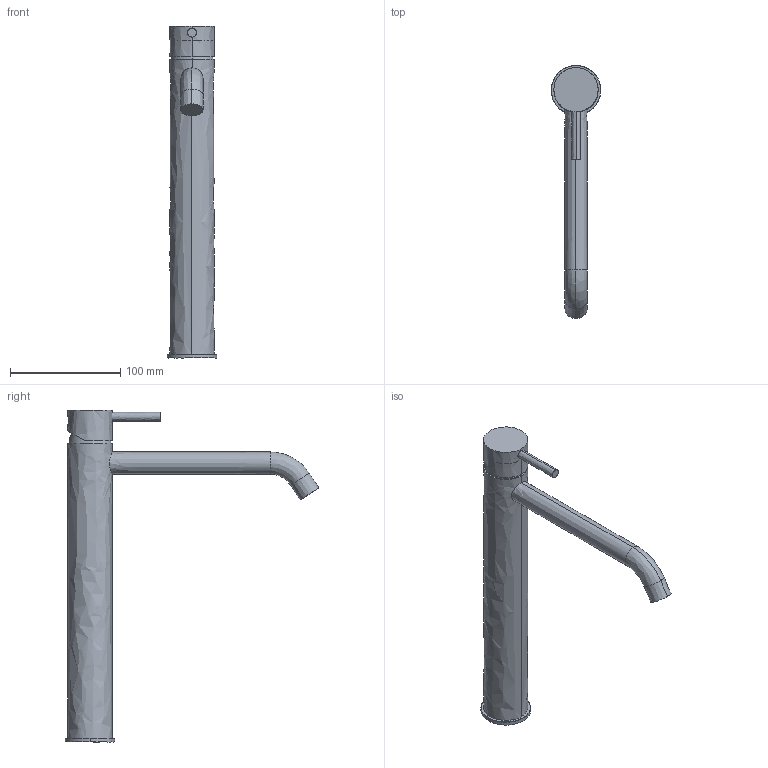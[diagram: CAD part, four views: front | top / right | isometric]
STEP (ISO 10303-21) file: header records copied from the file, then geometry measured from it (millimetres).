
FILE_DESCRIPTION(/* description */ (''),/* implementation_level */ '2;1');
FILE_NAME(/* name */ '25904_3D_R01',/* time_stamp */ '2019-07-09T11:00:42+02:00',/* author */ (''),/* organization */ (''),/* preprocessor_version */ 'ST-DEVELOPER v15',/* originating_system */ '',/* authorisation */ '');
FILE_SCHEMA (('AUTOMOTIVE_DESIGN'));
Length unit declared in the file: millimetre
Products named in the file (1): Document
Bounding box: 45 x 229.48 x 300.5 mm (x, y, z)
Volume: 424245.1 mm3; surface area: 62971.2 mm2
Topology: 4 solids, 4 shells, 41 faces, 86 edges, 51 vertices
Faces by surface type: bspline 30, plane 11
Entity records: 1652 total; most frequent: CARTESIAN_POINT 1133, ORIENTED_EDGE 166, EDGE_CURVE 83, VERTEX_POINT 48, ADVANCED_FACE 41, FACE_OUTER_BOUND 41, EDGE_LOOP 41, B_SPLINE_CURVE_WITH_KNOTS 21
